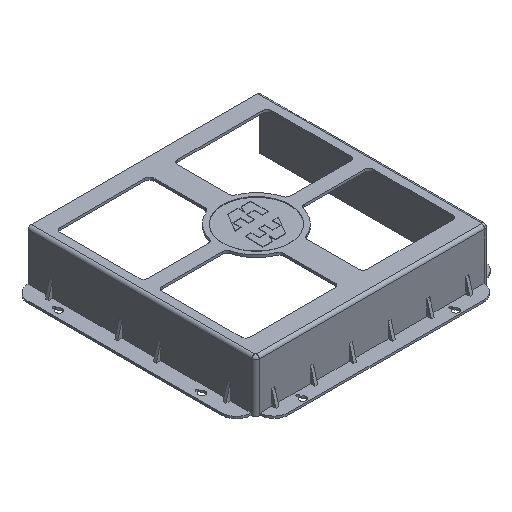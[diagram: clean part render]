
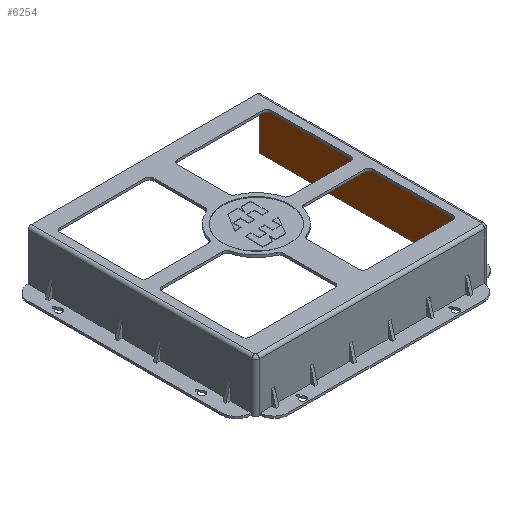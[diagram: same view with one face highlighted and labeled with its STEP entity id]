
A CAD part, isometric view. The second image highlights one B-rep face of the part: STEP entity #6254.
In plain terms, the highlighted planar face has unit normal (-1, 0, 0).
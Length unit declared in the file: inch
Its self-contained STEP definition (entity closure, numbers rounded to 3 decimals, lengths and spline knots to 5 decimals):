
#261 = EDGE_CURVE ( 'NONE', #4454, #4726, #4832, .T. ) ;
#311 = LINE ( 'NONE', #5247, #6809 ) ;
#520 = CARTESIAN_POINT ( 'NONE',  ( 6.017, -5.86815, 0. ) ) ;
#551 = VERTEX_POINT ( 'NONE', #4686 ) ;
#628 = CARTESIAN_POINT ( 'NONE',  ( 6.017, 0., 2.607 ) ) ;
#846 = LINE ( 'NONE', #5366, #5428 ) ;
#930 = VECTOR ( 'NONE', #1800, 39.37008 ) ;
#1107 = CIRCLE ( 'NONE', #6330, 0.045 ) ;
#1158 = VERTEX_POINT ( 'NONE', #1187 ) ;
#1187 = CARTESIAN_POINT ( 'NONE',  ( 6.017, 5.86815, 2.607 ) ) ;
#1277 = ORIENTED_EDGE ( 'NONE', *, *, #5825, .T. ) ;
#1421 = DIRECTION ( 'NONE',  ( 0., -1., 0. ) ) ;
#1509 = EDGE_CURVE ( 'NONE', #6625, #1158, #7071, .T. ) ;
#1522 = VECTOR ( 'NONE', #1841, 39.37008 ) ;
#1553 = EDGE_CURVE ( 'NONE', #5449, #3979, #3753, .T. ) ;
#1800 = DIRECTION ( 'NONE',  ( 0., 1., 0. ) ) ;
#1841 = DIRECTION ( 'NONE',  ( 0., 0., 1. ) ) ;
#1886 = ORIENTED_EDGE ( 'NONE', *, *, #261, .T. ) ;
#1979 = DIRECTION ( 'NONE',  ( 1., 0., 0. ) ) ;
#2099 = CARTESIAN_POINT ( 'NONE',  ( 6.017, 5.40951, 2.607 ) ) ;
#2129 = LINE ( 'NONE', #3944, #3593 ) ;
#2248 = CARTESIAN_POINT ( 'NONE',  ( 6.017, -0.045, 2.607 ) ) ;
#2669 = VECTOR ( 'NONE', #5492, 39.37008 ) ;
#2925 = CARTESIAN_POINT ( 'NONE',  ( 6.017, -0.04199, 2.607 ) ) ;
#3431 = CARTESIAN_POINT ( 'NONE',  ( 6.017, 5.86815, 0. ) ) ;
#3593 = VECTOR ( 'NONE', #5080, 39.37008 ) ;
#3753 = LINE ( 'NONE', #2925, #930 ) ;
#3876 = CARTESIAN_POINT ( 'NONE',  ( 6.017, -0.04199, 2.607 ) ) ;
#3944 = CARTESIAN_POINT ( 'NONE',  ( 6.017, -5.86815, 0. ) ) ;
#3961 = DIRECTION ( 'NONE',  ( 0., -1., 0. ) ) ;
#3979 = VERTEX_POINT ( 'NONE', #2099 ) ;
#4123 = AXIS2_PLACEMENT_3D ( 'NONE', #628, #6643, #3961 ) ;
#4305 = ORIENTED_EDGE ( 'NONE', *, *, #5564, .T. ) ;
#4454 = VERTEX_POINT ( 'NONE', #5224 ) ;
#4686 = CARTESIAN_POINT ( 'NONE',  ( 6.017, 5.49951, 2.607 ) ) ;
#4696 = EDGE_LOOP ( 'NONE', ( #6296, #1886, #4305, #5236, #1277, #5741, #6914, #6096 ) ) ;
#4722 = CARTESIAN_POINT ( 'NONE',  ( 6.017, 5.86815, 0. ) ) ;
#4726 = VERTEX_POINT ( 'NONE', #2248 ) ;
#4832 = LINE ( 'NONE', #3876, #2669 ) ;
#5027 = EDGE_CURVE ( 'NONE', #6037, #4454, #2129, .T. ) ;
#5080 = DIRECTION ( 'NONE',  ( 0., 0., 1. ) ) ;
#5090 = CARTESIAN_POINT ( 'NONE',  ( 6.017, -5.86815, 0. ) ) ;
#5224 = CARTESIAN_POINT ( 'NONE',  ( 6.017, -5.86815, 2.607 ) ) ;
#5229 = EDGE_CURVE ( 'NONE', #6625, #6037, #311, .T. ) ;
#5236 = ORIENTED_EDGE ( 'NONE', *, *, #1553, .T. ) ;
#5247 = CARTESIAN_POINT ( 'NONE',  ( 6.017, -2.04904, 0. ) ) ;
#5315 = CARTESIAN_POINT ( 'NONE',  ( 6.017, 5.45451, 2.607 ) ) ;
#5366 = CARTESIAN_POINT ( 'NONE',  ( 6.017, -0.04199, 2.607 ) ) ;
#5428 = VECTOR ( 'NONE', #6420, 39.37008 ) ;
#5449 = VERTEX_POINT ( 'NONE', #5962 ) ;
#5452 = PLANE ( 'NONE',  #6468 ) ;
#5473 = DIRECTION ( 'NONE',  ( 0., -1., 0. ) ) ;
#5492 = DIRECTION ( 'NONE',  ( 0., 1., 0. ) ) ;
#5564 = EDGE_CURVE ( 'NONE', #4726, #5449, #6278, .T. ) ;
#5741 = ORIENTED_EDGE ( 'NONE', *, *, #5845, .T. ) ;
#5825 = EDGE_CURVE ( 'NONE', #3979, #551, #1107, .T. ) ;
#5845 = EDGE_CURVE ( 'NONE', #551, #1158, #846, .T. ) ;
#5962 = CARTESIAN_POINT ( 'NONE',  ( 6.017, 0.045, 2.607 ) ) ;
#6009 = FACE_OUTER_BOUND ( 'NONE', #4696, .T. ) ;
#6037 = VERTEX_POINT ( 'NONE', #5090 ) ;
#6096 = ORIENTED_EDGE ( 'NONE', *, *, #5229, .T. ) ;
#6254 = ADVANCED_FACE ( 'NONE', ( #6009 ), #5452, .T. ) ;
#6278 = CIRCLE ( 'NONE', #4123, 0.045 ) ;
#6296 = ORIENTED_EDGE ( 'NONE', *, *, #5027, .T. ) ;
#6330 = AXIS2_PLACEMENT_3D ( 'NONE', #5315, #1979, #6497 ) ;
#6420 = DIRECTION ( 'NONE',  ( 0., 1., 0. ) ) ;
#6468 = AXIS2_PLACEMENT_3D ( 'NONE', #520, #7080, #5473 ) ;
#6497 = DIRECTION ( 'NONE',  ( 0., 0., 1. ) ) ;
#6625 = VERTEX_POINT ( 'NONE', #4722 ) ;
#6643 = DIRECTION ( 'NONE',  ( 1., 0., 0. ) ) ;
#6809 = VECTOR ( 'NONE', #1421, 39.37008 ) ;
#6914 = ORIENTED_EDGE ( 'NONE', *, *, #1509, .F. ) ;
#7071 = LINE ( 'NONE', #3431, #1522 ) ;
#7080 = DIRECTION ( 'NONE',  ( -1., 0., 0. ) ) ;
